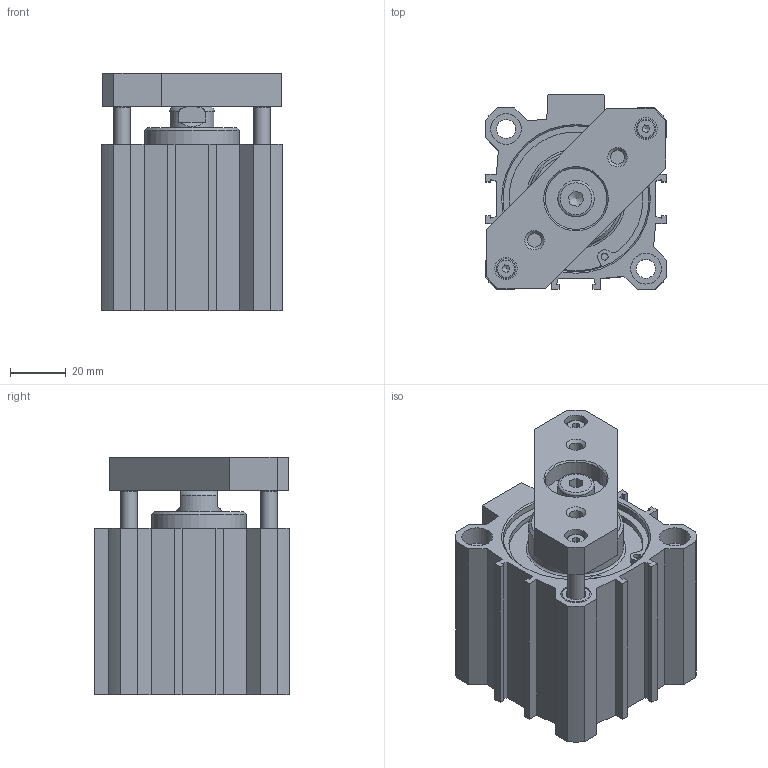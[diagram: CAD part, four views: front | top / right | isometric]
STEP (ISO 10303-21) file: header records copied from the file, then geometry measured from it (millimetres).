
FILE_DESCRIPTION((''),'2;1');
FILE_NAME('FDMA050.020.GS.F.stp','2016-03-30T11:20:19',('carlo.corazza'),(''),'Autodesk Inventor 2013','Autodesk Inventor 2013','');
FILE_SCHEMA(('AUTOMOTIVE_DESIGN { 1 0 10303 214 1 1 1 1 }'));
Length unit declared in the file: millimetre
Products named in the file (7): FDMA050..GS.F; COLONNETTE-020; CORPO-020; STAFFA; STELO-020; TA; TP
Assembly tree (7 placements, depth 2):
  FDMA050..GS.F
    COLONNETTE-020  x2
    CORPO-020
    STAFFA
    STELO-020
    TA
    TP
Bounding box: 65 x 70 x 85 mm (x, y, z)
Volume: 146807.5 mm3; surface area: 72101.5 mm2
Topology: 9 solids, 10 shells, 303 faces, 687 edges, 434 vertices
Faces by surface type: plane 152, cylinder 76, cone 60, torus 15
Full cylindrical faces by diameter (mm): 2.5 x4, 2.75 x2, 3.242 x2, 4 x2, 4.5 x2, 4.917 x2, 6 x4, 6.647 x2, 6.8 x4, 7 x2, 8 x2, 8.25 x1, 8.566 x2, 10.9 x2, 11 x8, 13 x1, 16 x1, 16.54 x1, 17.7 x1, 18 x1, 20.32 x1, 20.5 x1, 22 x1, 34 x1, 37 x1, 50 x1, 51.8 x4, 52.2 x2, 55.2 x2
Entity records: 8004 total; most frequent: CARTESIAN_POINT 1407, DIRECTION 1328, ORIENTED_EDGE 1048, EDGE_CURVE 524, AXIS2_PLACEMENT_3D 523, EDGE_LOOP 476, VERTEX_POINT 404, FACE_OUTER_BOUND 295
